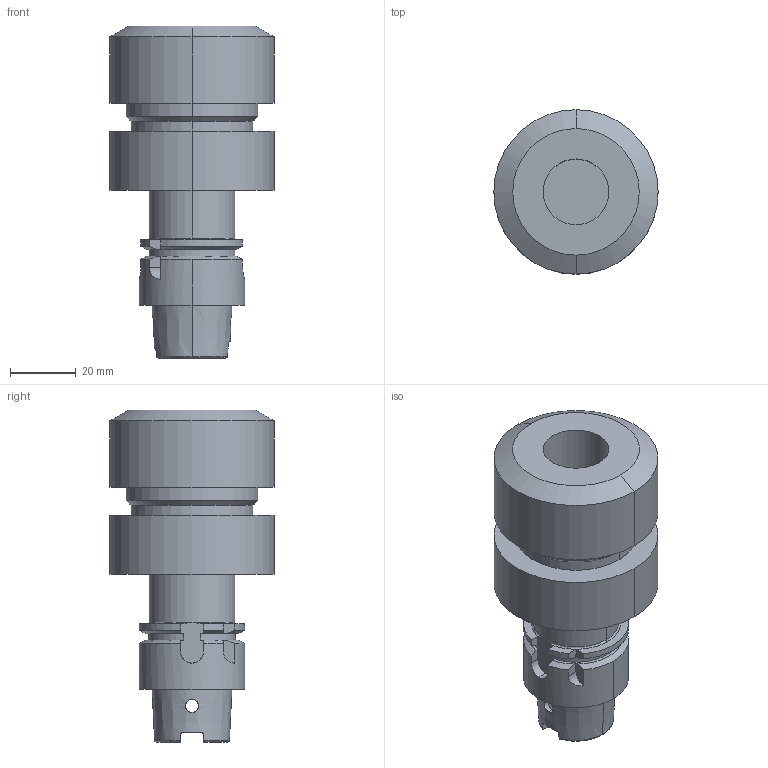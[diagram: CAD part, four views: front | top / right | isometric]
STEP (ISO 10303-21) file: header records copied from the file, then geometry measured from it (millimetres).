
FILE_DESCRIPTION (( 'STEP AP203' ), '1' );
FILE_NAME ('STP-SAKEM-31375-85.STEP', '2021-03-18T06:25:19', ( '' ), ( '' ), 'SwSTEP 2.0', 'SolidWorks 2017', '' );
FILE_SCHEMA (( 'CONFIG_CONTROL_DESIGN' ));
Length unit declared in the file: millimetre
Products named in the file (1): STP-SAKEM-31375-85
Bounding box: 50 x 50 x 101 mm (x, y, z)
Volume: 100466.2 mm3; surface area: 22049.5 mm2
Topology: 1 solids, 1 shells, 109 faces, 285 edges, 182 vertices
Faces by surface type: cylinder 41, plane 37, cone 21, torus 10
Entity records: 3836 total; most frequent: CARTESIAN_POINT 1081, ORIENTED_EDGE 570, DIRECTION 561, EDGE_CURVE 285, AXIS2_PLACEMENT_3D 222, VERTEX_POINT 182, LINE 117, EDGE_LOOP 117
